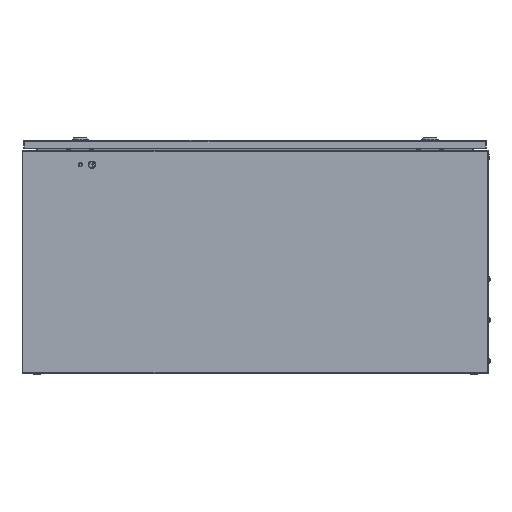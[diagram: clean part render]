
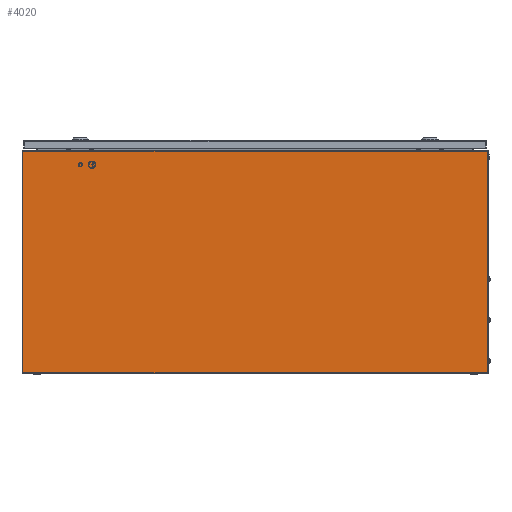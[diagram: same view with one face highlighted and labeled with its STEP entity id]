
A CAD part, left-side view. The second image highlights one B-rep face of the part: STEP entity #4020.
In plain terms, the highlighted planar face has unit normal (-1, 0, 0).
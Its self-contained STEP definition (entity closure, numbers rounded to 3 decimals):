
#4020 = ADVANCED_FACE ( 'NONE', ( #45149 ), #10687, .F. ) ;
#4125 = VERTEX_POINT ( 'NONE', #6819 ) ;
#5946 = VECTOR ( 'NONE', #14759, 1000. ) ;
#6819 = CARTESIAN_POINT ( 'NONE',  ( 0., 0., 0. ) ) ;
#8950 = EDGE_CURVE ( 'NONE', #57849, #11038, #39429, .T. ) ;
#10687 = PLANE ( 'NONE',  #33090 ) ;
#11038 = VERTEX_POINT ( 'NONE', #25310 ) ;
#14759 = DIRECTION ( 'NONE',  ( 0., -1., 0. ) ) ;
#15714 = ORIENTED_EDGE ( 'NONE', *, *, #56492, .F. ) ;
#19777 = CARTESIAN_POINT ( 'NONE',  ( 0., 0., 0. ) ) ;
#25310 = CARTESIAN_POINT ( 'NONE',  ( 0., 800., 0. ) ) ;
#29511 = EDGE_LOOP ( 'NONE', ( #58782, #56875, #15714, #60303 ) ) ;
#29801 = CARTESIAN_POINT ( 'NONE',  ( 0., 0., 383. ) ) ;
#33090 = AXIS2_PLACEMENT_3D ( 'NONE', #56980, #55855, #69252 ) ;
#34074 = DIRECTION ( 'NONE',  ( 0., 0., -1. ) ) ;
#34584 = VERTEX_POINT ( 'NONE', #49328 ) ;
#39429 = LINE ( 'NONE', #62763, #69537 ) ;
#40620 = CARTESIAN_POINT ( 'NONE',  ( 0., 0., 383. ) ) ;
#42799 = EDGE_CURVE ( 'NONE', #34584, #4125, #69718, .T. ) ;
#45149 = FACE_OUTER_BOUND ( 'NONE', #29511, .T. ) ;
#46706 = DIRECTION ( 'NONE',  ( 0., 0., -1. ) ) ;
#47364 = DIRECTION ( 'NONE',  ( 0., -1., 0. ) ) ;
#49328 = CARTESIAN_POINT ( 'NONE',  ( 0., 0., 383. ) ) ;
#55669 = LINE ( 'NONE', #19777, #5946 ) ;
#55855 = DIRECTION ( 'NONE',  ( 1., 0., 0. ) ) ;
#56492 = EDGE_CURVE ( 'NONE', #57849, #34584, #58851, .T. ) ;
#56875 = ORIENTED_EDGE ( 'NONE', *, *, #42799, .F. ) ;
#56980 = CARTESIAN_POINT ( 'NONE',  ( 0., 0., 383. ) ) ;
#57849 = VERTEX_POINT ( 'NONE', #74885 ) ;
#58782 = ORIENTED_EDGE ( 'NONE', *, *, #60386, .T. ) ;
#58851 = LINE ( 'NONE', #29801, #59567 ) ;
#59567 = VECTOR ( 'NONE', #47364, 1000. ) ;
#60303 = ORIENTED_EDGE ( 'NONE', *, *, #8950, .T. ) ;
#60386 = EDGE_CURVE ( 'NONE', #11038, #4125, #55669, .T. ) ;
#62763 = CARTESIAN_POINT ( 'NONE',  ( 0., 800., 383. ) ) ;
#69252 = DIRECTION ( 'NONE',  ( 0., 0., -1. ) ) ;
#69537 = VECTOR ( 'NONE', #34074, 1000. ) ;
#69718 = LINE ( 'NONE', #40620, #73610 ) ;
#73610 = VECTOR ( 'NONE', #46706, 1000. ) ;
#74885 = CARTESIAN_POINT ( 'NONE',  ( 0., 800., 383. ) ) ;
